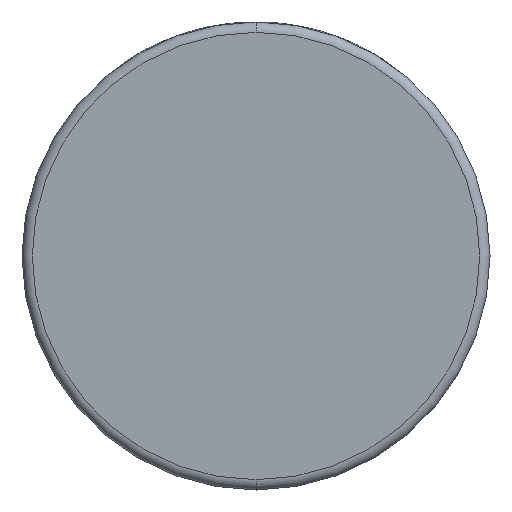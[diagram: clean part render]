
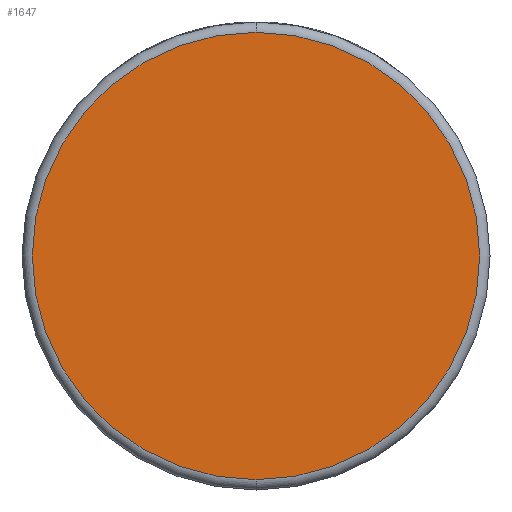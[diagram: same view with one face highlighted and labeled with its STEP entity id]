
A CAD part, front view. The second image highlights one B-rep face of the part: STEP entity #1647.
In plain terms, the highlighted planar face has unit normal (0, -1, 0).
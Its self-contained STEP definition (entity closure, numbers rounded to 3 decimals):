
#309 = DIRECTION ( 'NONE',  ( 0., 0., 1. ) ) ;
#321 = EDGE_CURVE ( 'NONE', #1644, #2548, #797, .T. ) ;
#356 = CARTESIAN_POINT ( 'NONE',  ( 0., 0., 0. ) ) ;
#406 = FACE_OUTER_BOUND ( 'NONE', #830, .T. ) ;
#610 = AXIS2_PLACEMENT_3D ( 'NONE', #695, #4569, #309 ) ;
#695 = CARTESIAN_POINT ( 'NONE',  ( 0., 0., 0. ) ) ;
#719 = EDGE_CURVE ( 'NONE', #2548, #1644, #4239, .T. ) ;
#797 = CIRCLE ( 'NONE', #4343, 43.5 ) ;
#830 = EDGE_LOOP ( 'NONE', ( #1639, #2907 ) ) ;
#1007 = CARTESIAN_POINT ( 'NONE',  ( 0., 0., -43.5 ) ) ;
#1639 = ORIENTED_EDGE ( 'NONE', *, *, #719, .T. ) ;
#1644 = VERTEX_POINT ( 'NONE', #1007 ) ;
#1647 = ADVANCED_FACE ( 'NONE', ( #406 ), #3397, .F. ) ;
#1824 = CARTESIAN_POINT ( 'NONE',  ( 0., 0., 43.5 ) ) ;
#2045 = AXIS2_PLACEMENT_3D ( 'NONE', #4541, #3778, #3403 ) ;
#2374 = DIRECTION ( 'NONE',  ( 0., -1., 0. ) ) ;
#2548 = VERTEX_POINT ( 'NONE', #1824 ) ;
#2907 = ORIENTED_EDGE ( 'NONE', *, *, #321, .T. ) ;
#3397 = PLANE ( 'NONE',  #610 ) ;
#3403 = DIRECTION ( 'NONE',  ( 0., 0., 1. ) ) ;
#3778 = DIRECTION ( 'NONE',  ( 0., -1., 0. ) ) ;
#3918 = DIRECTION ( 'NONE',  ( 0., 0., 1. ) ) ;
#4239 = CIRCLE ( 'NONE', #2045, 43.5 ) ;
#4343 = AXIS2_PLACEMENT_3D ( 'NONE', #356, #2374, #3918 ) ;
#4541 = CARTESIAN_POINT ( 'NONE',  ( 0., 0., 0. ) ) ;
#4569 = DIRECTION ( 'NONE',  ( 0., 1., 0. ) ) ;
